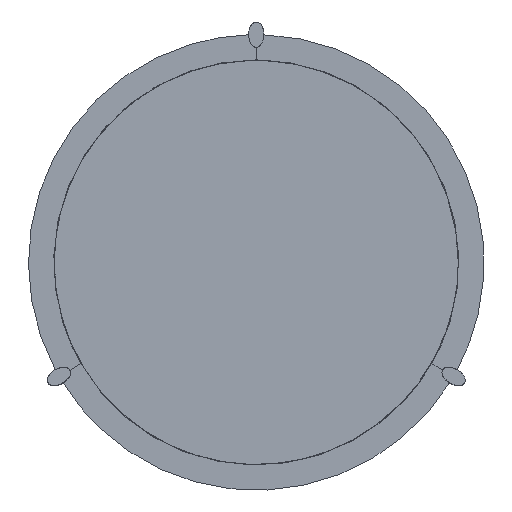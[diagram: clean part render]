
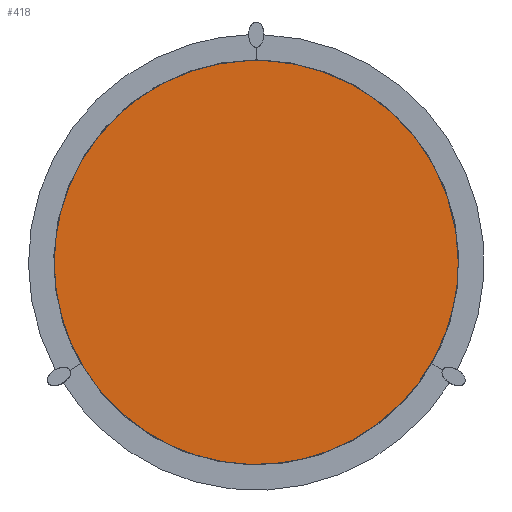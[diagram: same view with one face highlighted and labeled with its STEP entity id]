
A CAD part, top view. The second image highlights one B-rep face of the part: STEP entity #418.
In plain terms, the highlighted planar face has unit normal (0, 0, 1).
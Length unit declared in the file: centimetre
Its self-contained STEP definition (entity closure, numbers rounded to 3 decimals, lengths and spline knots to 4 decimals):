
#71=(
BOUNDED_CURVE()
B_SPLINE_CURVE(2,(#7485,#7486,#7487,#7488,#7489,#7490,#7491,#7492,#7493),
 .UNSPECIFIED.,.T.,.F.)
B_SPLINE_CURVE_WITH_KNOTS((3,2,2,2,3),(-2506.9909,-1880.2432,
-1253.4955,-626.7477,0.),.UNSPECIFIED.)
CURVE()
GEOMETRIC_REPRESENTATION_ITEM()
RATIONAL_B_SPLINE_CURVE((1.,0.707,1.,0.707,1.,0.707,
1.,0.707,1.))
REPRESENTATION_ITEM('')
);
#418=ADVANCED_FACE('',(#499),#1631,.T.);
#499=FACE_OUTER_BOUND('',#583,.T.);
#583=EDGE_LOOP('',(#940));
#940=ORIENTED_EDGE('',*,*,#1185,.T.);
#1185=EDGE_CURVE('',#1575,#1575,#71,.T.);
#1575=VERTEX_POINT('',#7484);
#1631=PLANE('',#1728);
#1728=AXIS2_PLACEMENT_3D('',#7481,#1792,$);
#1792=DIRECTION('',(0.,0.,1.));
#7481=CARTESIAN_POINT('',(-49.875,94.875,0.));
#7484=CARTESIAN_POINT('',(39.9,45.,0.));
#7485=CARTESIAN_POINT('',(39.9,45.,0.));
#7486=CARTESIAN_POINT('',(39.9,84.9,0.));
#7487=CARTESIAN_POINT('',(0.,84.9,0.));
#7488=CARTESIAN_POINT('',(-39.9,84.9,0.));
#7489=CARTESIAN_POINT('',(-39.9,45.,0.));
#7490=CARTESIAN_POINT('',(-39.9,5.1,0.));
#7491=CARTESIAN_POINT('',(0.,5.1,0.));
#7492=CARTESIAN_POINT('',(39.9,5.1,0.));
#7493=CARTESIAN_POINT('',(39.9,45.,0.));
